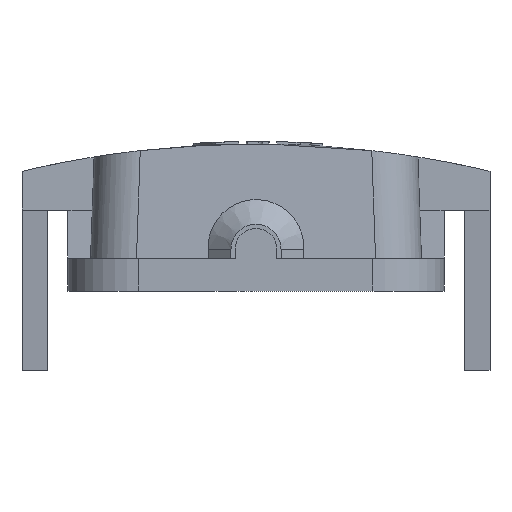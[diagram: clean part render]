
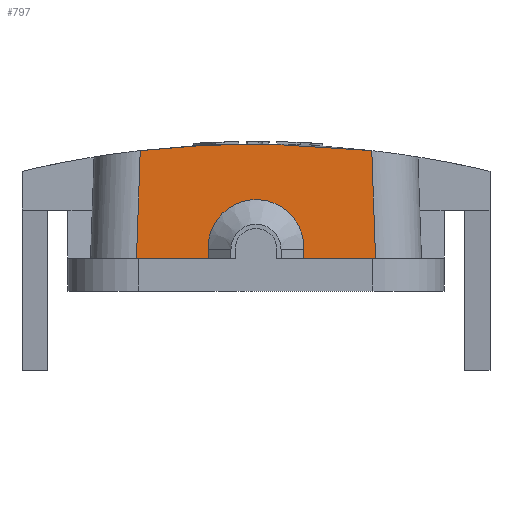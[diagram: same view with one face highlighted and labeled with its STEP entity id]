
A CAD part, left-side view. The second image highlights one B-rep face of the part: STEP entity #797.
In plain terms, the highlighted planar face has unit normal (-0.999, 0, 0.035).
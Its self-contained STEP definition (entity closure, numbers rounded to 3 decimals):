
#730=ELLIPSE('',#6714,121.974,121.9);
#737=ELLIPSE('',#6752,5.749,5.742);
#797=ADVANCED_FACE('',(#1288),#1070,.T.);
#1070=PLANE('',#6753);
#1288=FACE_OUTER_BOUND('',#1564,.T.);
#1564=EDGE_LOOP('',(#2144,#2145,#2146,#2147,#2148,#2149,#2150,#2151));
#2144=ORIENTED_EDGE('',*,*,#4129,.T.);
#2145=ORIENTED_EDGE('',*,*,#4073,.F.);
#2146=ORIENTED_EDGE('',*,*,#4130,.F.);
#2147=ORIENTED_EDGE('',*,*,#4131,.F.);
#2148=ORIENTED_EDGE('',*,*,#4132,.F.);
#2149=ORIENTED_EDGE('',*,*,#4097,.F.);
#2150=ORIENTED_EDGE('',*,*,#4133,.T.);
#2151=ORIENTED_EDGE('',*,*,#4015,.T.);
#3488=VERTEX_POINT('',#9216);
#3489=VERTEX_POINT('',#9218);
#3532=VERTEX_POINT('',#9378);
#3533=VERTEX_POINT('',#9380);
#3552=VERTEX_POINT('',#9426);
#3553=VERTEX_POINT('',#9428);
#3580=VERTEX_POINT('',#9494);
#3581=VERTEX_POINT('',#9496);
#4015=EDGE_CURVE('',#3489,#3488,#730,.T.);
#4073=EDGE_CURVE('',#3532,#3533,#5211,.T.);
#4097=EDGE_CURVE('',#3552,#3553,#5231,.T.);
#4129=EDGE_CURVE('',#3488,#3533,#5260,.T.);
#4130=EDGE_CURVE('',#3580,#3532,#5261,.T.);
#4131=EDGE_CURVE('',#3581,#3580,#737,.T.);
#4132=EDGE_CURVE('',#3553,#3581,#5262,.T.);
#4133=EDGE_CURVE('',#3552,#3489,#5263,.T.);
#5211=LINE('',#9379,#5851);
#5231=LINE('',#9427,#5871);
#5260=LINE('',#9492,#5900);
#5261=LINE('',#9493,#5901);
#5262=LINE('',#9497,#5902);
#5263=LINE('',#9498,#5903);
#5851=VECTOR('',#7520,1.);
#5871=VECTOR('',#7556,1.);
#5900=VECTOR('',#7603,1.);
#5901=VECTOR('',#7604,1.);
#5902=VECTOR('',#7607,1.);
#5903=VECTOR('',#7608,1.);
#6714=AXIS2_PLACEMENT_3D('',#9217,#7447,#7448);
#6752=AXIS2_PLACEMENT_3D('',#9495,#7605,#7606);
#6753=AXIS2_PLACEMENT_3D('',#9499,#7609,#7610);
#7447=DIRECTION('',(-0.999,0.,0.035));
#7448=DIRECTION('',(-0.035,0.,-0.999));
#7520=DIRECTION('',(0.,1.,0.));
#7556=DIRECTION('',(0.,1.,0.));
#7603=DIRECTION('',(-0.035,0.035,-0.999));
#7604=DIRECTION('',(-0.035,-0.035,-0.999));
#7605=DIRECTION('',(-0.999,0.,0.035));
#7606=DIRECTION('',(0.035,0.,0.999));
#7607=DIRECTION('',(0.035,-0.035,0.999));
#7608=DIRECTION('',(0.035,0.035,0.999));
#7609=DIRECTION('',(-0.999,0.,0.035));
#7610=DIRECTION('',(0.035,0.,0.999));
#9216=CARTESIAN_POINT('',(-33.949,13.853,14.81));
#9217=CARTESIAN_POINT('',(-38.178,0.,-106.3));
#9218=CARTESIAN_POINT('',(-33.949,-13.853,14.81));
#9378=CARTESIAN_POINT('',(-34.4,5.7,1.9));
#9379=CARTESIAN_POINT('',(-34.4,0.,1.9));
#9380=CARTESIAN_POINT('',(-34.4,14.303,1.9));
#9426=CARTESIAN_POINT('',(-34.4,-14.303,1.9));
#9427=CARTESIAN_POINT('',(-34.4,0.,1.9));
#9428=CARTESIAN_POINT('',(-34.4,-5.7,1.9));
#9492=CARTESIAN_POINT('',(-34.383,14.286,2.398));
#9493=CARTESIAN_POINT('',(-34.407,5.693,1.701));
#9494=CARTESIAN_POINT('',(-34.362,5.738,3.));
#9495=CARTESIAN_POINT('',(-34.355,0.,3.201));
#9496=CARTESIAN_POINT('',(-34.362,-5.738,3.));
#9497=CARTESIAN_POINT('',(-34.407,-5.693,1.701));
#9498=CARTESIAN_POINT('',(-34.383,-14.286,2.398));
#9499=CARTESIAN_POINT('',(-34.4,0.,1.9));
